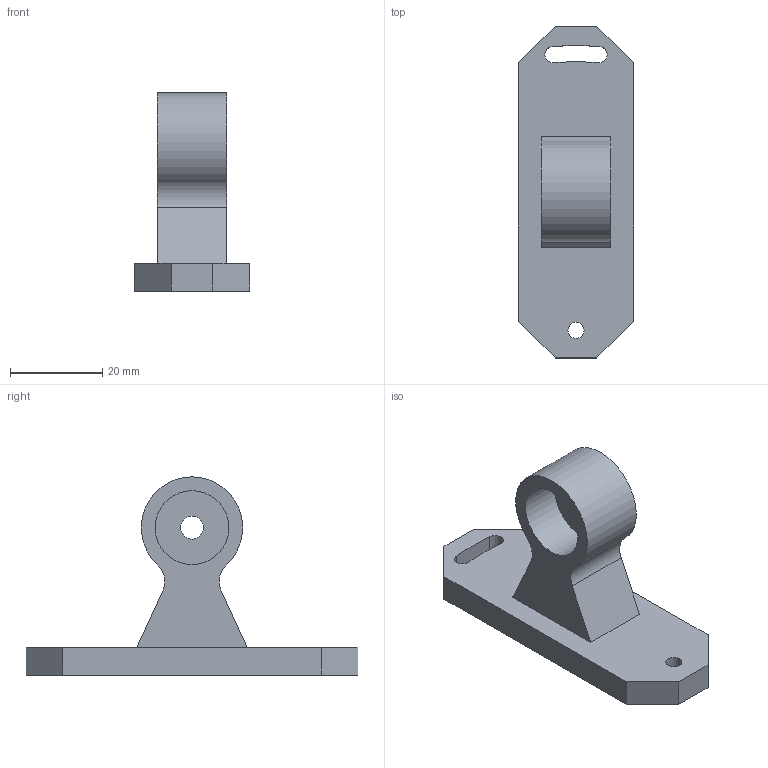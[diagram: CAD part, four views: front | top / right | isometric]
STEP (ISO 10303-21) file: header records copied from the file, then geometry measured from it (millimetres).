
FILE_DESCRIPTION(/* description */ (''),/* implementation_level */ '2;1');
FILE_NAME(/* name */ 'FiberCoupler.stp',/* time_stamp */ '2023-06-07T17:16:57+02:00',/* author */ ('hello'),/* organization */ (''),/* preprocessor_version */ 'ST-DEVELOPER v19.2',/* originating_system */ 'Autodesk Inventor 2023',/* authorisation */ '');
FILE_SCHEMA (('AUTOMOTIVE_DESIGN { 1 0 10303 214 3 1 1 }'));
Length unit declared in the file: millimetre
Products named in the file (1): FiberCoupler
Bounding box: 25 x 72 x 43 mm (x, y, z)
Volume: 17230.4 mm3; surface area: 7603.7 mm2
Topology: 1 solids, 1 shells, 33 faces, 75 edges, 50 vertices
Faces by surface type: plane 19, cylinder 14
Full cylindrical faces by diameter (mm): 3.5 x1, 3.9 x4, 5 x1, 16 x1
Entity records: 992 total; most frequent: DIRECTION 171, CARTESIAN_POINT 159, ORIENTED_EDGE 150, EDGE_CURVE 75, AXIS2_PLACEMENT_3D 62, VERTEX_POINT 50, LINE 47, VECTOR 47
